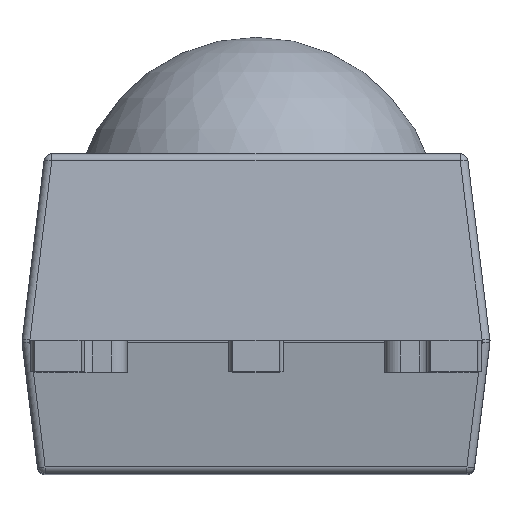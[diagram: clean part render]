
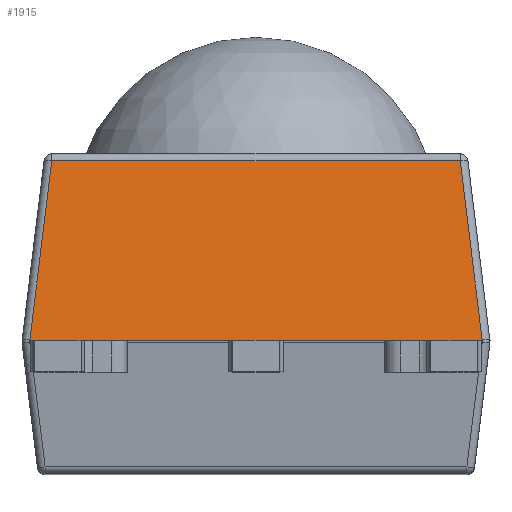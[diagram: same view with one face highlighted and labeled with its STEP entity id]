
A CAD part, top view. The second image highlights one B-rep face of the part: STEP entity #1915.
In plain terms, the highlighted planar face has unit normal (0, 0.122, 0.993).
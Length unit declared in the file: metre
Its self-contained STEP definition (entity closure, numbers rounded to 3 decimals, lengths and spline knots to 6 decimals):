
#326=ORIENTED_EDGE('',*,*,#843,.T.);
#327=ORIENTED_EDGE('',*,*,#819,.T.);
#328=ORIENTED_EDGE('',*,*,#844,.T.);
#329=ORIENTED_EDGE('',*,*,#810,.T.);
#810=EDGE_CURVE('',#1076,#1077,#1246,.T.);
#819=EDGE_CURVE('',#1085,#1084,#1249,.T.);
#843=EDGE_CURVE('',#1077,#1085,#1257,.F.);
#844=EDGE_CURVE('',#1084,#1076,#1258,.F.);
#1076=VERTEX_POINT('',#3316);
#1077=VERTEX_POINT('',#3317);
#1084=VERTEX_POINT('',#3333);
#1085=VERTEX_POINT('',#3335);
#1246=LINE('',#3315,#1419);
#1249=LINE('',#3334,#1422);
#1257=LINE('',#3381,#1430);
#1258=LINE('',#3382,#1431);
#1419=VECTOR('',#2678,1.);
#1422=VECTOR('',#2695,1.);
#1430=VECTOR('',#2749,1.);
#1431=VECTOR('',#2750,1.);
#1584=EDGE_LOOP('',(#326,#327,#328,#329));
#1698=FACE_BOUND('',#1584,.T.);
#1795=PLANE('',#2416);
#1915=ADVANCED_FACE('',(#1698),#1795,.T.);
#2416=AXIS2_PLACEMENT_3D('',#3380,#2747,#2748);
#2678=DIRECTION('',(-1.,0.,0.));
#2695=DIRECTION('',(1.,0.,0.));
#2747=DIRECTION('',(0.,0.122,0.993));
#2748=DIRECTION('',(0.,-0.993,0.122));
#2749=DIRECTION('',(0.121,0.985,-0.121));
#2750=DIRECTION('',(0.121,-0.985,0.121));
#3315=CARTESIAN_POINT('',(0.,0.002312,0.003191));
#3316=CARTESIAN_POINT('',(0.002617,0.002312,0.003191));
#3317=CARTESIAN_POINT('',(-0.002617,0.002312,0.003191));
#3333=CARTESIAN_POINT('',(0.002899,0.000012,0.003474));
#3334=CARTESIAN_POINT('',(0.,0.000012,0.003474));
#3335=CARTESIAN_POINT('',(-0.002899,0.000012,0.003474));
#3380=CARTESIAN_POINT('',(-0.002934,0.002312,0.003191));
#3381=CARTESIAN_POINT('',(-0.002758,0.001162,0.003332));
#3382=CARTESIAN_POINT('',(0.002758,0.001162,0.003332));
